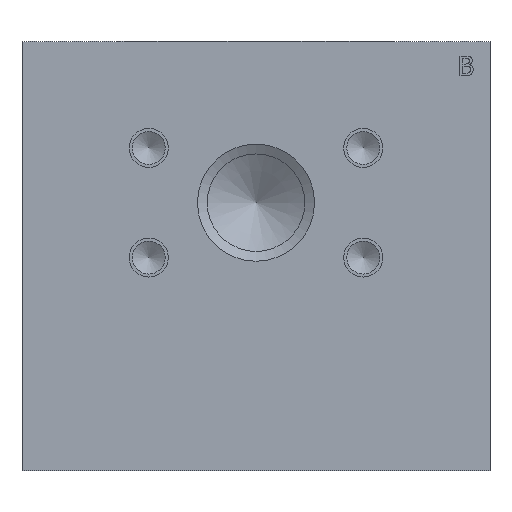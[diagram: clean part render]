
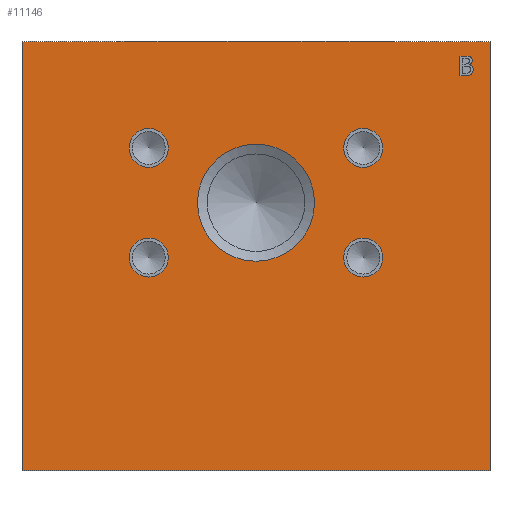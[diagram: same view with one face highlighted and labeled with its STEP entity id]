
A CAD part, front view. The second image highlights one B-rep face of the part: STEP entity #11146.
In plain terms, the highlighted planar face has unit normal (0, -1, 0).
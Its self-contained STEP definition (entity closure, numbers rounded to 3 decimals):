
#157=B_SPLINE_CURVE_WITH_KNOTS('',2,(#15522,#15523,#15524,#15525),
 .UNSPECIFIED.,.F.,.F.,(3,1,3),(0.,1.,2.),.UNSPECIFIED.);
#159=B_SPLINE_CURVE_WITH_KNOTS('',2,(#15549,#15550,#15551,#15552),
 .UNSPECIFIED.,.F.,.F.,(3,1,3),(0.,1.,2.),.UNSPECIFIED.);
#161=B_SPLINE_CURVE_WITH_KNOTS('',2,(#15568,#15569,#15570,#15571),
 .UNSPECIFIED.,.F.,.F.,(3,1,3),(0.,1.,2.),.UNSPECIFIED.);
#163=B_SPLINE_CURVE_WITH_KNOTS('',2,(#15587,#15588,#15589,#15590),
 .UNSPECIFIED.,.F.,.F.,(3,1,3),(0.,1.,2.),.UNSPECIFIED.);
#165=B_SPLINE_CURVE_WITH_KNOTS('',2,(#15624,#15625,#15626,#15627),
 .UNSPECIFIED.,.F.,.F.,(3,1,3),(0.,1.,2.),.UNSPECIFIED.);
#167=B_SPLINE_CURVE_WITH_KNOTS('',2,(#15642,#15643,#15644,#15645),
 .UNSPECIFIED.,.F.,.F.,(3,1,3),(0.,1.,2.),.UNSPECIFIED.);
#449=CIRCLE('',#11758,6.35);
#450=CIRCLE('',#11759,6.35);
#451=CIRCLE('',#11760,6.35);
#452=CIRCLE('',#11761,6.35);
#453=CIRCLE('',#11762,6.35);
#454=CIRCLE('',#11763,6.35);
#455=CIRCLE('',#11764,6.35);
#456=CIRCLE('',#11765,6.35);
#457=CIRCLE('',#11766,19.05);
#458=CIRCLE('',#11767,19.05);
#735=FACE_BOUND('',#1466,.T.);
#736=FACE_BOUND('',#1467,.T.);
#737=FACE_BOUND('',#1468,.T.);
#738=FACE_BOUND('',#1469,.T.);
#739=FACE_BOUND('',#1470,.T.);
#740=FACE_BOUND('',#1471,.T.);
#859=FACE_OUTER_BOUND('',#1465,.T.);
#1465=EDGE_LOOP('',(#7297,#7298,#7299,#7300));
#1466=EDGE_LOOP('',(#7301,#7302,#7303,#7304,#7305,#7306,#7307,#7308,#7309,
#7310));
#1467=EDGE_LOOP('',(#7311,#7312));
#1468=EDGE_LOOP('',(#7313,#7314));
#1469=EDGE_LOOP('',(#7315,#7316));
#1470=EDGE_LOOP('',(#7317,#7318));
#1471=EDGE_LOOP('',(#7319,#7320));
#2139=LINE('',#15282,#3266);
#2171=LINE('',#15536,#3298);
#2177=LINE('',#15599,#3304);
#2180=LINE('',#15605,#3307);
#2183=LINE('',#15611,#3310);
#2187=LINE('',#15653,#3314);
#2188=LINE('',#15655,#3315);
#2189=LINE('',#15656,#3316);
#3266=VECTOR('',#12565,10.);
#3298=VECTOR('',#12647,10.);
#3304=VECTOR('',#12655,10.);
#3307=VECTOR('',#12660,10.);
#3310=VECTOR('',#12665,10.);
#3314=VECTOR('',#12673,10.);
#3315=VECTOR('',#12674,10.);
#3316=VECTOR('',#12675,10.);
#4382=VERTEX_POINT('',#15280);
#4383=VERTEX_POINT('',#15281);
#4432=VERTEX_POINT('',#15520);
#4433=VERTEX_POINT('',#15521);
#4436=VERTEX_POINT('',#15535);
#4438=VERTEX_POINT('',#15548);
#4440=VERTEX_POINT('',#15567);
#4442=VERTEX_POINT('',#15586);
#4444=VERTEX_POINT('',#15598);
#4446=VERTEX_POINT('',#15604);
#4448=VERTEX_POINT('',#15610);
#4450=VERTEX_POINT('',#15623);
#4452=VERTEX_POINT('',#15652);
#4453=VERTEX_POINT('',#15654);
#4454=VERTEX_POINT('',#15657);
#4455=VERTEX_POINT('',#15658);
#4456=VERTEX_POINT('',#15661);
#4457=VERTEX_POINT('',#15662);
#4458=VERTEX_POINT('',#15665);
#4459=VERTEX_POINT('',#15666);
#4460=VERTEX_POINT('',#15669);
#4461=VERTEX_POINT('',#15670);
#4462=VERTEX_POINT('',#15673);
#4463=VERTEX_POINT('',#15674);
#5512=EDGE_CURVE('',#4382,#4383,#2139,.T.);
#5576=EDGE_CURVE('',#4432,#4433,#157,.T.);
#5580=EDGE_CURVE('',#4436,#4432,#2171,.T.);
#5583=EDGE_CURVE('',#4438,#4436,#159,.T.);
#5586=EDGE_CURVE('',#4440,#4438,#161,.T.);
#5589=EDGE_CURVE('',#4442,#4440,#163,.T.);
#5592=EDGE_CURVE('',#4444,#4442,#2177,.T.);
#5595=EDGE_CURVE('',#4446,#4444,#2180,.T.);
#5598=EDGE_CURVE('',#4448,#4446,#2183,.T.);
#5601=EDGE_CURVE('',#4450,#4448,#165,.T.);
#5604=EDGE_CURVE('',#4433,#4450,#167,.T.);
#5606=EDGE_CURVE('',#4383,#4452,#2187,.T.);
#5607=EDGE_CURVE('',#4453,#4452,#2188,.T.);
#5608=EDGE_CURVE('',#4382,#4453,#2189,.T.);
#5609=EDGE_CURVE('',#4454,#4455,#449,.T.);
#5610=EDGE_CURVE('',#4455,#4454,#450,.T.);
#5611=EDGE_CURVE('',#4456,#4457,#451,.T.);
#5612=EDGE_CURVE('',#4457,#4456,#452,.T.);
#5613=EDGE_CURVE('',#4458,#4459,#453,.T.);
#5614=EDGE_CURVE('',#4459,#4458,#454,.T.);
#5615=EDGE_CURVE('',#4460,#4461,#455,.T.);
#5616=EDGE_CURVE('',#4461,#4460,#456,.T.);
#5617=EDGE_CURVE('',#4462,#4463,#457,.T.);
#5618=EDGE_CURVE('',#4463,#4462,#458,.T.);
#7297=ORIENTED_EDGE('',*,*,#5512,.T.);
#7298=ORIENTED_EDGE('',*,*,#5606,.T.);
#7299=ORIENTED_EDGE('',*,*,#5607,.F.);
#7300=ORIENTED_EDGE('',*,*,#5608,.F.);
#7301=ORIENTED_EDGE('',*,*,#5576,.T.);
#7302=ORIENTED_EDGE('',*,*,#5604,.T.);
#7303=ORIENTED_EDGE('',*,*,#5601,.T.);
#7304=ORIENTED_EDGE('',*,*,#5598,.T.);
#7305=ORIENTED_EDGE('',*,*,#5595,.T.);
#7306=ORIENTED_EDGE('',*,*,#5592,.T.);
#7307=ORIENTED_EDGE('',*,*,#5589,.T.);
#7308=ORIENTED_EDGE('',*,*,#5586,.T.);
#7309=ORIENTED_EDGE('',*,*,#5583,.T.);
#7310=ORIENTED_EDGE('',*,*,#5580,.T.);
#7311=ORIENTED_EDGE('',*,*,#5609,.T.);
#7312=ORIENTED_EDGE('',*,*,#5610,.T.);
#7313=ORIENTED_EDGE('',*,*,#5611,.T.);
#7314=ORIENTED_EDGE('',*,*,#5612,.T.);
#7315=ORIENTED_EDGE('',*,*,#5613,.T.);
#7316=ORIENTED_EDGE('',*,*,#5614,.T.);
#7317=ORIENTED_EDGE('',*,*,#5615,.T.);
#7318=ORIENTED_EDGE('',*,*,#5616,.T.);
#7319=ORIENTED_EDGE('',*,*,#5617,.T.);
#7320=ORIENTED_EDGE('',*,*,#5618,.T.);
#10342=PLANE('',#11757);
#11146=ADVANCED_FACE('',(#859,#735,#736,#737,#738,#739,#740),#10342,.T.);
#11757=AXIS2_PLACEMENT_3D('',#15651,#12671,#12672);
#11758=AXIS2_PLACEMENT_3D('',#15659,#12676,#12677);
#11759=AXIS2_PLACEMENT_3D('',#15660,#12678,#12679);
#11760=AXIS2_PLACEMENT_3D('',#15663,#12680,#12681);
#11761=AXIS2_PLACEMENT_3D('',#15664,#12682,#12683);
#11762=AXIS2_PLACEMENT_3D('',#15667,#12684,#12685);
#11763=AXIS2_PLACEMENT_3D('',#15668,#12686,#12687);
#11764=AXIS2_PLACEMENT_3D('',#15671,#12688,#12689);
#11765=AXIS2_PLACEMENT_3D('',#15672,#12690,#12691);
#11766=AXIS2_PLACEMENT_3D('',#15675,#12692,#12693);
#11767=AXIS2_PLACEMENT_3D('',#15676,#12694,#12695);
#12565=DIRECTION('',(1.,0.,0.));
#12647=DIRECTION('',(0.,0.,-1.));
#12655=DIRECTION('',(1.,0.,0.));
#12660=DIRECTION('',(0.,0.,1.));
#12665=DIRECTION('',(-1.,0.,0.));
#12671=DIRECTION('center_axis',(0.,-1.,0.));
#12672=DIRECTION('ref_axis',(1.,0.,0.));
#12673=DIRECTION('',(0.,0.,1.));
#12674=DIRECTION('',(1.,0.,0.));
#12675=DIRECTION('',(0.,0.,1.));
#12676=DIRECTION('center_axis',(0.,1.,0.));
#12677=DIRECTION('ref_axis',(1.,0.,0.));
#12678=DIRECTION('center_axis',(0.,1.,0.));
#12679=DIRECTION('ref_axis',(1.,0.,0.));
#12680=DIRECTION('center_axis',(0.,1.,0.));
#12681=DIRECTION('ref_axis',(1.,0.,0.));
#12682=DIRECTION('center_axis',(0.,1.,0.));
#12683=DIRECTION('ref_axis',(1.,0.,0.));
#12684=DIRECTION('center_axis',(0.,1.,0.));
#12685=DIRECTION('ref_axis',(1.,0.,0.));
#12686=DIRECTION('center_axis',(0.,1.,0.));
#12687=DIRECTION('ref_axis',(1.,0.,0.));
#12688=DIRECTION('center_axis',(0.,1.,0.));
#12689=DIRECTION('ref_axis',(1.,0.,0.));
#12690=DIRECTION('center_axis',(0.,1.,0.));
#12691=DIRECTION('ref_axis',(1.,0.,0.));
#12692=DIRECTION('center_axis',(0.,1.,0.));
#12693=DIRECTION('ref_axis',(1.,0.,0.));
#12694=DIRECTION('center_axis',(0.,1.,0.));
#12695=DIRECTION('ref_axis',(1.,0.,0.));
#15280=CARTESIAN_POINT('',(0.,0.,0.));
#15281=CARTESIAN_POINT('',(152.4,0.,0.));
#15282=CARTESIAN_POINT('',(0.,0.,0.));
#15520=CARTESIAN_POINT('',(145.748,0.,132.13));
#15521=CARTESIAN_POINT('',(146.936,0.,130.55));
#15522=CARTESIAN_POINT('Ctrl Pts',(145.748,0.,132.13));
#15523=CARTESIAN_POINT('Ctrl Pts',(146.314,0.,131.976));
#15524=CARTESIAN_POINT('Ctrl Pts',(146.936,0.,131.158));
#15525=CARTESIAN_POINT('Ctrl Pts',(146.936,0.,130.55));
#15535=CARTESIAN_POINT('',(145.748,0.,132.161));
#15536=CARTESIAN_POINT('',(145.748,0.,66.081));
#15548=CARTESIAN_POINT('',(146.638,0.,133.52));
#15549=CARTESIAN_POINT('Ctrl Pts',(146.638,0.,133.52));
#15550=CARTESIAN_POINT('Ctrl Pts',(146.638,0.,133.072));
#15551=CARTESIAN_POINT('Ctrl Pts',(146.164,0.,132.362));
#15552=CARTESIAN_POINT('Ctrl Pts',(145.748,0.,132.161));
#15567=CARTESIAN_POINT('',(145.979,0.,134.693));
#15568=CARTESIAN_POINT('Ctrl Pts',(145.979,0.,134.693));
#15569=CARTESIAN_POINT('Ctrl Pts',(146.324,0.,134.513));
#15570=CARTESIAN_POINT('Ctrl Pts',(146.638,0.,133.921));
#15571=CARTESIAN_POINT('Ctrl Pts',(146.638,0.,133.52));
#15586=CARTESIAN_POINT('',(144.312,0.,134.95));
#15587=CARTESIAN_POINT('Ctrl Pts',(144.312,0.,134.95));
#15588=CARTESIAN_POINT('Ctrl Pts',(144.991,0.,134.95));
#15589=CARTESIAN_POINT('Ctrl Pts',(145.67,0.,134.863));
#15590=CARTESIAN_POINT('Ctrl Pts',(145.979,0.,134.693));
#15598=CARTESIAN_POINT('',(142.629,0.,134.95));
#15599=CARTESIAN_POINT('',(71.315,0.,134.95));
#15604=CARTESIAN_POINT('',(142.629,0.,128.6));
#15605=CARTESIAN_POINT('',(142.629,0.,64.3));
#15610=CARTESIAN_POINT('',(144.451,0.,128.6));
#15611=CARTESIAN_POINT('',(72.225,0.,128.6));
#15623=CARTESIAN_POINT('',(146.278,0.,129.115));
#15624=CARTESIAN_POINT('Ctrl Pts',(146.278,0.,129.115));
#15625=CARTESIAN_POINT('Ctrl Pts',(145.917,0.,128.837));
#15626=CARTESIAN_POINT('Ctrl Pts',(145.099,0.,128.6));
#15627=CARTESIAN_POINT('Ctrl Pts',(144.451,0.,128.6));
#15642=CARTESIAN_POINT('Ctrl Pts',(146.936,0.,130.55));
#15643=CARTESIAN_POINT('Ctrl Pts',(146.936,0.,130.077));
#15644=CARTESIAN_POINT('Ctrl Pts',(146.576,0.,129.351));
#15645=CARTESIAN_POINT('Ctrl Pts',(146.278,0.,129.115));
#15651=CARTESIAN_POINT('Origin',(0.,0.,0.));
#15652=CARTESIAN_POINT('',(152.4,0.,139.7));
#15653=CARTESIAN_POINT('',(152.4,0.,0.));
#15654=CARTESIAN_POINT('',(0.,0.,139.7));
#15655=CARTESIAN_POINT('',(0.,0.,139.7));
#15656=CARTESIAN_POINT('',(0.,0.,0.));
#15657=CARTESIAN_POINT('',(47.625,0.,105.054));
#15658=CARTESIAN_POINT('',(34.925,0.,105.054));
#15659=CARTESIAN_POINT('Origin',(41.275,0.,105.054));
#15660=CARTESIAN_POINT('Origin',(41.275,0.,105.054));
#15661=CARTESIAN_POINT('',(47.625,0.,69.342));
#15662=CARTESIAN_POINT('',(34.925,0.,69.342));
#15663=CARTESIAN_POINT('Origin',(41.275,0.,69.342));
#15664=CARTESIAN_POINT('Origin',(41.275,0.,69.342));
#15665=CARTESIAN_POINT('',(117.475,0.,105.054));
#15666=CARTESIAN_POINT('',(104.775,0.,105.054));
#15667=CARTESIAN_POINT('Origin',(111.125,0.,105.054));
#15668=CARTESIAN_POINT('Origin',(111.125,0.,105.054));
#15669=CARTESIAN_POINT('',(117.475,0.,69.342));
#15670=CARTESIAN_POINT('',(104.775,0.,69.342));
#15671=CARTESIAN_POINT('Origin',(111.125,0.,69.342));
#15672=CARTESIAN_POINT('Origin',(111.125,0.,69.342));
#15673=CARTESIAN_POINT('',(95.25,0.,87.198));
#15674=CARTESIAN_POINT('',(57.15,0.,87.198));
#15675=CARTESIAN_POINT('Origin',(76.2,0.,87.198));
#15676=CARTESIAN_POINT('Origin',(76.2,0.,87.198));
